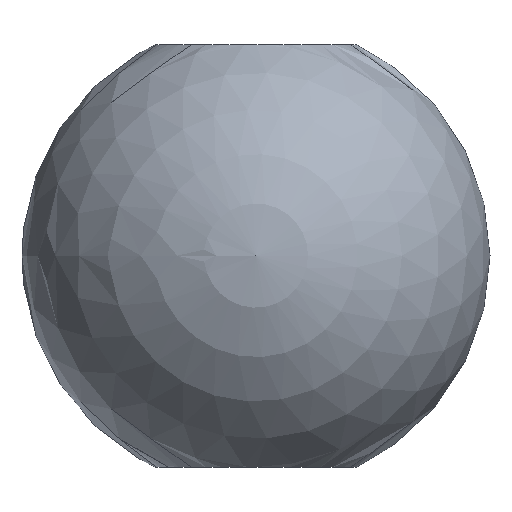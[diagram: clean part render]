
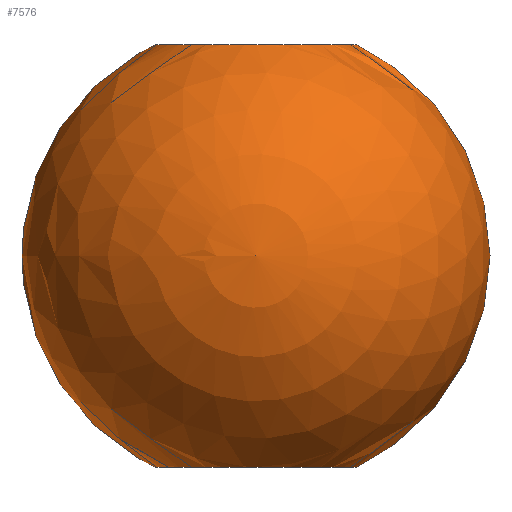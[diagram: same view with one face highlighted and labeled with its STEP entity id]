
A CAD part, top view. The second image highlights one B-rep face of the part: STEP entity #7576.
In plain terms, the highlighted spherical face has radius 12.5 mm.
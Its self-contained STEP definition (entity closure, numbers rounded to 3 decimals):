
#208 = FACE_OUTER_BOUND ( 'NONE', #3769, .T. ) ;
#338 = DIRECTION ( 'NONE',  ( 0., 0., -1. ) ) ;
#522 = ORIENTED_EDGE ( 'NONE', *, *, #2871, .T. ) ;
#1532 = VERTEX_POINT ( 'NONE', #2350 ) ;
#2125 = AXIS2_PLACEMENT_3D ( 'NONE', #4888, #5852, #3357 ) ;
#2350 = CARTESIAN_POINT ( 'NONE',  ( 0., 11.285, -5.375 ) ) ;
#2871 = EDGE_CURVE ( 'NONE', #5609, #5609, #9019, .T. ) ;
#3069 = DIRECTION ( 'NONE',  ( 0., 0., 1. ) ) ;
#3357 = DIRECTION ( 'NONE',  ( 1., 0., 0. ) ) ;
#3769 = EDGE_LOOP ( 'NONE', ( #522 ) ) ;
#3771 = FACE_OUTER_BOUND ( 'NONE', #7257, .T. ) ;
#3819 = CARTESIAN_POINT ( 'NONE',  ( 0., -11.285, 0. ) ) ;
#4888 = CARTESIAN_POINT ( 'NONE',  ( 0., 0., 0. ) ) ;
#5142 = DIRECTION ( 'NONE',  ( 0., -1., 0. ) ) ;
#5609 = VERTEX_POINT ( 'NONE', #6327 ) ;
#5852 = DIRECTION ( 'NONE',  ( 0., 0., -1. ) ) ;
#6015 = SPHERICAL_SURFACE ( 'NONE', #2125, 12.5 ) ;
#6327 = CARTESIAN_POINT ( 'NONE',  ( 0., -11.285, 5.375 ) ) ;
#6610 = CIRCLE ( 'NONE', #9338, 5.375 ) ;
#6645 = CARTESIAN_POINT ( 'NONE',  ( 0., 11.285, 0. ) ) ;
#7257 = EDGE_LOOP ( 'NONE', ( #8091 ) ) ;
#7576 = ADVANCED_FACE ( 'NONE', ( #3771, #208 ), #6015, .T. ) ;
#8091 = ORIENTED_EDGE ( 'NONE', *, *, #8620, .T. ) ;
#8620 = EDGE_CURVE ( 'NONE', #1532, #1532, #6610, .T. ) ;
#9019 = CIRCLE ( 'NONE', #9794, 5.375 ) ;
#9338 = AXIS2_PLACEMENT_3D ( 'NONE', #6645, #5142, #338 ) ;
#9794 = AXIS2_PLACEMENT_3D ( 'NONE', #3819, #10169, #3069 ) ;
#10169 = DIRECTION ( 'NONE',  ( 0., 1., 0. ) ) ;
